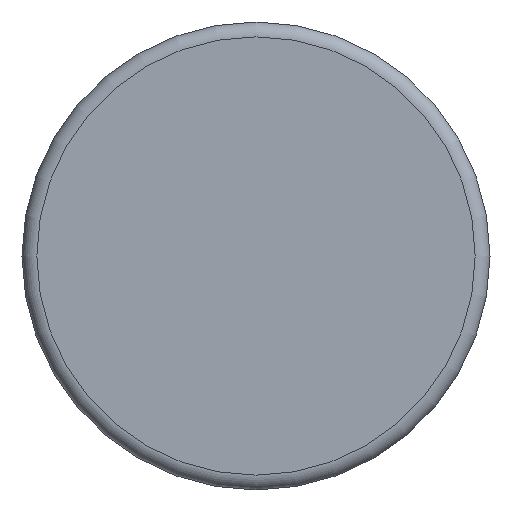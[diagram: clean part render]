
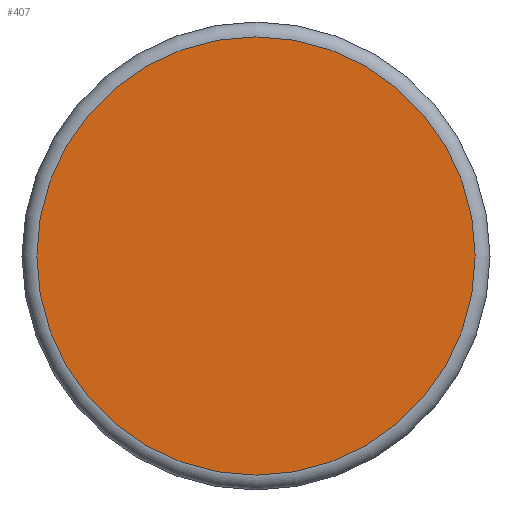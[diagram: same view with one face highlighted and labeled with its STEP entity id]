
A CAD part, left-side view. The second image highlights one B-rep face of the part: STEP entity #407.
In plain terms, the highlighted planar face has unit normal (-1, 0, 0).
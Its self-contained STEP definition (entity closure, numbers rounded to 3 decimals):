
#310 = TOROIDAL_SURFACE('',#311,2.95,0.2);
#311 = AXIS2_PLACEMENT_3D('',#312,#313,#314);
#312 = CARTESIAN_POINT('',(-6.3,0.,0.));
#313 = DIRECTION('',(-1.,0.,0.));
#314 = DIRECTION('',(0.,0.,1.));
#325 = VERTEX_POINT('',#326);
#326 = CARTESIAN_POINT('',(-6.5,0.,2.95));
#348 = EDGE_CURVE('',#325,#325,#349,.T.);
#349 = SURFACE_CURVE('',#350,(#355,#361),.PCURVE_S1.);
#350 = CIRCLE('',#351,2.95);
#351 = AXIS2_PLACEMENT_3D('',#352,#353,#354);
#352 = CARTESIAN_POINT('',(-6.5,0.,0.));
#353 = DIRECTION('',(1.,0.,-0.));
#354 = DIRECTION('',(0.,0.,1.));
#355 = PCURVE('',#310,#356);
#356 = DEFINITIONAL_REPRESENTATION('',(#357),#360);
#357 = B_SPLINE_CURVE_WITH_KNOTS('',1,(#358,#359),.UNSPECIFIED.,.F.,.F.,
  (2,2),(0.,6.283),.PIECEWISE_BEZIER_KNOTS.);
#358 = CARTESIAN_POINT('',(0.,1.571));
#359 = CARTESIAN_POINT('',(-6.283,1.571));
#360 = ( GEOMETRIC_REPRESENTATION_CONTEXT(2) 
PARAMETRIC_REPRESENTATION_CONTEXT() REPRESENTATION_CONTEXT('2D SPACE',''
  ) );
#361 = PCURVE('',#362,#367);
#362 = PLANE('',#363);
#363 = AXIS2_PLACEMENT_3D('',#364,#365,#366);
#364 = CARTESIAN_POINT('',(-6.5,0.,0.));
#365 = DIRECTION('',(1.,0.,0.));
#366 = DIRECTION('',(0.,0.,1.));
#367 = DEFINITIONAL_REPRESENTATION('',(#368),#372);
#368 = CIRCLE('',#369,2.95);
#369 = AXIS2_PLACEMENT_2D('',#370,#371);
#370 = CARTESIAN_POINT('',(0.,0.));
#371 = DIRECTION('',(1.,0.));
#372 = ( GEOMETRIC_REPRESENTATION_CONTEXT(2) 
PARAMETRIC_REPRESENTATION_CONTEXT() REPRESENTATION_CONTEXT('2D SPACE',''
  ) );
#407 = ADVANCED_FACE('',(#408),#362,.F.);
#408 = FACE_BOUND('',#409,.F.);
#409 = EDGE_LOOP('',(#410));
#410 = ORIENTED_EDGE('',*,*,#348,.T.);
